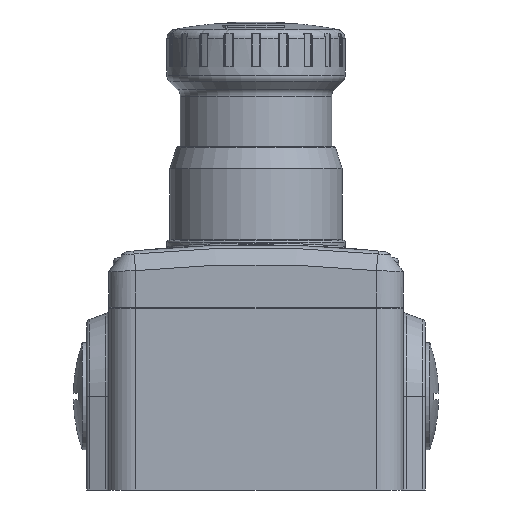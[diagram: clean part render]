
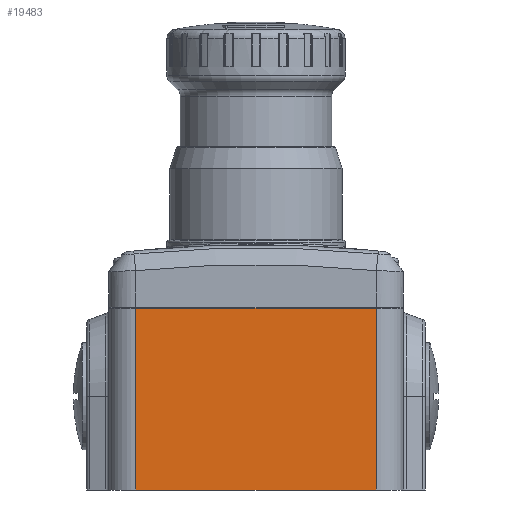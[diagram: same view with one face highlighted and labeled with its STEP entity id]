
A CAD part, front view. The second image highlights one B-rep face of the part: STEP entity #19483.
In plain terms, the highlighted planar face has unit normal (0, -1, 0).
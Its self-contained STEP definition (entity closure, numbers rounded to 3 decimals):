
#3258 = DIRECTION ( 'NONE',  ( 1., 0., 0. ) ) ;
#3308 = CARTESIAN_POINT ( 'NONE',  ( 27., -35., -20.5 ) ) ;
#3683 = EDGE_LOOP ( 'NONE', ( #13980, #25541, #3746, #20327 ) ) ;
#3746 = ORIENTED_EDGE ( 'NONE', *, *, #10247, .T. ) ;
#4348 = AXIS2_PLACEMENT_3D ( 'NONE', #5281, #9378, #23475 ) ;
#4585 = VECTOR ( 'NONE', #25996, 1000. ) ;
#5281 = CARTESIAN_POINT ( 'NONE',  ( 33., -35., 20.5 ) ) ;
#5924 = VECTOR ( 'NONE', #20450, 1000. ) ;
#6801 = VERTEX_POINT ( 'NONE', #23417 ) ;
#7401 = CARTESIAN_POINT ( 'NONE',  ( 33., -35., -20.5 ) ) ;
#7737 = EDGE_CURVE ( 'NONE', #6801, #20481, #20559, .T. ) ;
#9378 = DIRECTION ( 'NONE',  ( 0., 1., 0. ) ) ;
#9598 = CARTESIAN_POINT ( 'NONE',  ( -27., -35., 20.5 ) ) ;
#9973 = VERTEX_POINT ( 'NONE', #14217 ) ;
#10247 = EDGE_CURVE ( 'NONE', #9973, #6801, #26102, .T. ) ;
#10333 = FACE_OUTER_BOUND ( 'NONE', #3683, .T. ) ;
#11228 = LINE ( 'NONE', #11251, #21377 ) ;
#11251 = CARTESIAN_POINT ( 'NONE',  ( -27., -35., 20.3 ) ) ;
#13066 = EDGE_CURVE ( 'NONE', #20481, #20942, #22719, .T. ) ;
#13980 = ORIENTED_EDGE ( 'NONE', *, *, #13066, .T. ) ;
#14217 = CARTESIAN_POINT ( 'NONE',  ( -27., -35., 20.3 ) ) ;
#17365 = CARTESIAN_POINT ( 'NONE',  ( 27., -35., 20.3 ) ) ;
#19419 = DIRECTION ( 'NONE',  ( -1., 0., 0. ) ) ;
#19483 = ADVANCED_FACE ( 'NONE', ( #10333 ), #21517, .F. ) ;
#19936 = VECTOR ( 'NONE', #3258, 1000. ) ;
#20327 = ORIENTED_EDGE ( 'NONE', *, *, #7737, .T. ) ;
#20450 = DIRECTION ( 'NONE',  ( 0., 0., 1. ) ) ;
#20481 = VERTEX_POINT ( 'NONE', #3308 ) ;
#20559 = LINE ( 'NONE', #7401, #19936 ) ;
#20942 = VERTEX_POINT ( 'NONE', #17365 ) ;
#21377 = VECTOR ( 'NONE', #19419, 1000. ) ;
#21517 = PLANE ( 'NONE',  #4348 ) ;
#22719 = LINE ( 'NONE', #24450, #5924 ) ;
#23417 = CARTESIAN_POINT ( 'NONE',  ( -27., -35., -20.5 ) ) ;
#23475 = DIRECTION ( 'NONE',  ( -1., 0., 0. ) ) ;
#24450 = CARTESIAN_POINT ( 'NONE',  ( 27., -35., 20.5 ) ) ;
#25541 = ORIENTED_EDGE ( 'NONE', *, *, #25935, .T. ) ;
#25935 = EDGE_CURVE ( 'NONE', #20942, #9973, #11228, .T. ) ;
#25996 = DIRECTION ( 'NONE',  ( 0., 0., -1. ) ) ;
#26102 = LINE ( 'NONE', #9598, #4585 ) ;
